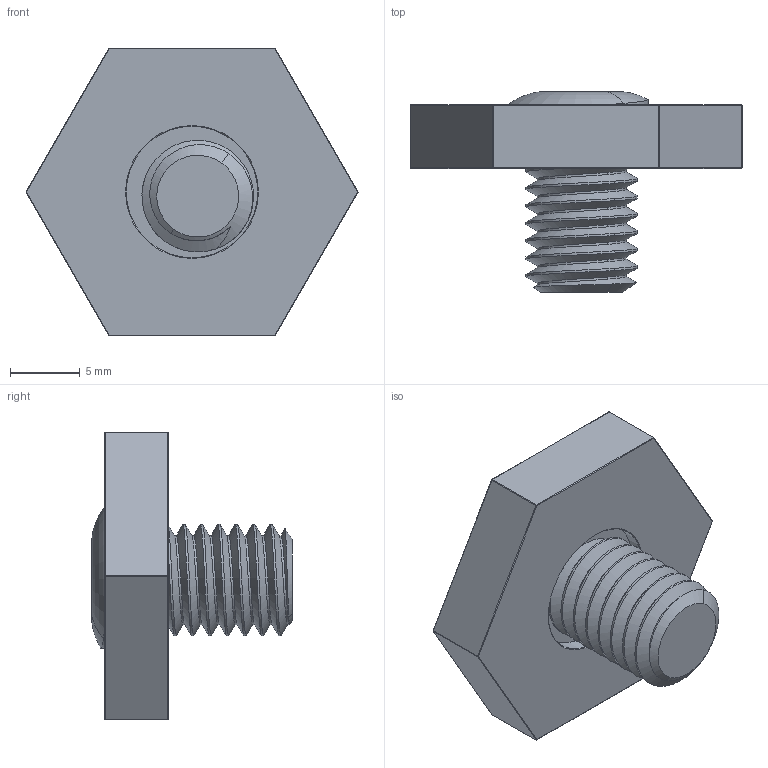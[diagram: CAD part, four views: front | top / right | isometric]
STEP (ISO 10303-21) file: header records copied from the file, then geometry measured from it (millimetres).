
FILE_DESCRIPTION (( 'STEP AP214' ), '1' );
FILE_NAME ('50218.STEP', '2024-02-27T15:47:26', ( '' ), ( '' ), 'SwSTEP 2.0', 'SolidWorks 2021', '' );
FILE_SCHEMA (( 'AUTOMOTIVE_DESIGN' ));
Length unit declared in the file: inch
Products named in the file (3): 50218; 105841_105841; 502181_502181
Assembly tree (2 placements, depth 2):
  50218
    105841_105841
    502181_502181
Bounding box: 23.8 x 14.38 x 20.62 mm (x, y, z)
Volume: 1978.4 mm3; surface area: 1795.1 mm2
Topology: 2 solids, 2 shells, 106 faces, 269 edges, 157 vertices
Faces by surface type: cylinder 57, plane 18, cone 15, sphere 12, torus 2, bspline 2
Entity records: 4225 total; most frequent: CARTESIAN_POINT 1841, ORIENTED_EDGE 514, DIRECTION 448, EDGE_CURVE 257, AXIS2_PLACEMENT_3D 177, VERTEX_POINT 157, EDGE_LOOP 110, ADVANCED_FACE 106
